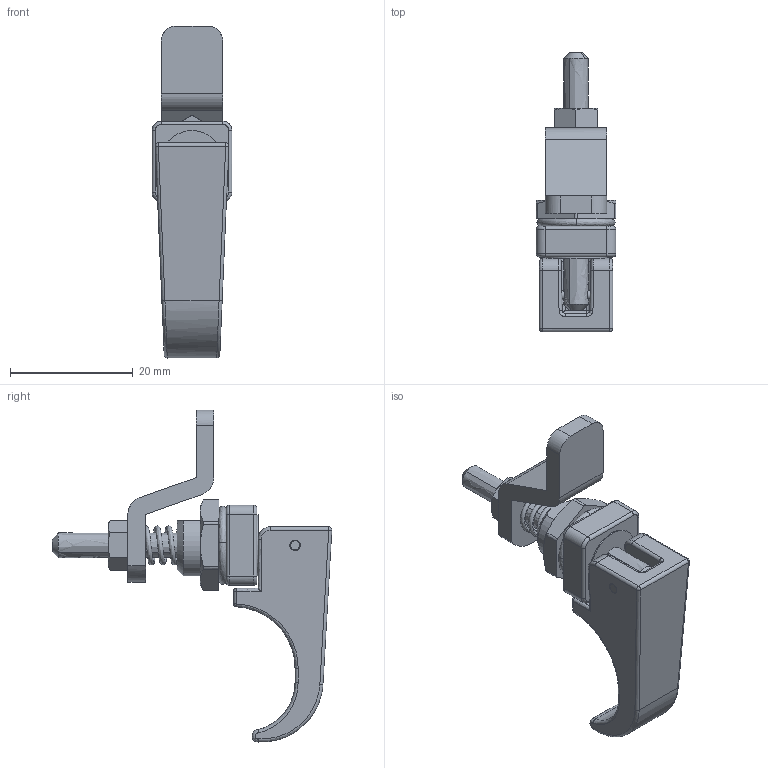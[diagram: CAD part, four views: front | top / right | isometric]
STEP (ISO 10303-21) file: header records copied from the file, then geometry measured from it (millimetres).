
FILE_DESCRIPTION((''),'2;1');
FILE_NAME('','2006-02-22T15:08:47',(''),(''),'','CADfix','');
FILE_SCHEMA(('AUTOMOTIVE_DESIGN'));
Length unit declared in the file: millimetre
Products named in the file (9): spring; handle; nut_2; nut_1; shaft; pin; cam; body; THA_163_9106_36
Assembly tree (8 placements, depth 2):
  THA_163_9106_36
    spring
    handle
    nut_2
    nut_1
    shaft
    pin
    cam
    body
Bounding box: 13 x 45.47 x 54 mm (x, y, z)
Volume: 5695.8 mm3; surface area: 5303.1 mm2
Topology: 8 solids, 8 shells, 194 faces, 578 edges, 403 vertices
Faces by surface type: bspline 194
Entity records: 12705 total; most frequent: CARTESIAN_POINT 9104, ORIENTED_EDGE 1156, EDGE_CURVE 578, VERTEX_POINT 403, B_SPLINE_CURVE_WITH_KNOTS 349, EDGE_LOOP 211, FACE_OUTER_BOUND 194, ADVANCED_FACE 194
